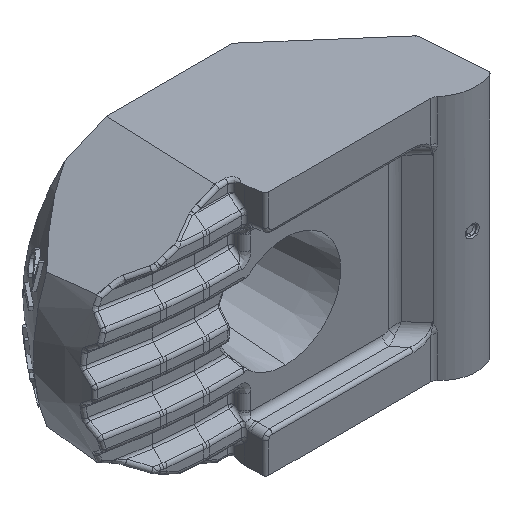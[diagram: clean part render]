
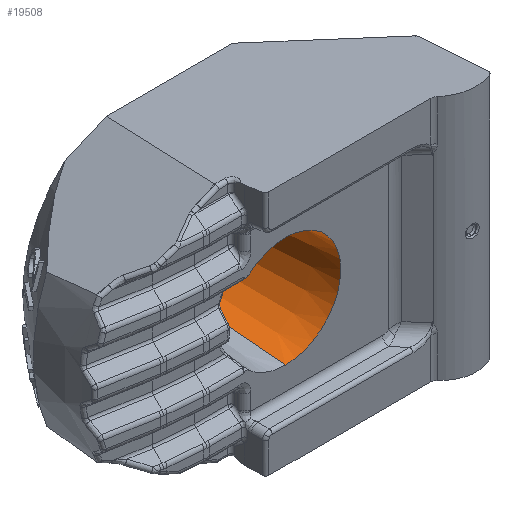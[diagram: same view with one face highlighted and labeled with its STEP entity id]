
A CAD part, isometric view. The second image highlights one B-rep face of the part: STEP entity #19508.
In plain terms, the highlighted conical face has half-angle 5 degrees and reference radius 7 mm.
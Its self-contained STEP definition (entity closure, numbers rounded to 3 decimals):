
#17194 = CARTESIAN_POINT ( 'NONE',  ( 0., -5., -7. ) ) ;
#17195 = CARTESIAN_POINT ( 'NONE',  ( 0., -5., 7. ) ) ;
#17228 = DIRECTION ( 'NONE',  ( 0., 0., 1. ) ) ;
#17229 = DIRECTION ( 'NONE',  ( 0., -1., 0. ) ) ;
#17230 = CARTESIAN_POINT ( 'NONE',  ( 0., -21., 0. ) ) ;
#17231 = AXIS2_PLACEMENT_3D ( 'NONE', #17230, #17229, #17228 ) ;
#17232 = CIRCLE ( 'NONE', #17231, 8.4 ) ;
#17233 = DIRECTION ( 'NONE',  ( 0., -0.996, -0.087 ) ) ;
#17234 = VECTOR ( 'NONE', #17233, 1000. ) ;
#17235 = CARTESIAN_POINT ( 'NONE',  ( 0., -5., -7. ) ) ;
#17236 = LINE ( 'NONE', #17235, #17234 ) ;
#17243 = CARTESIAN_POINT ( 'NONE',  ( 0., -21., -8.4 ) ) ;
#17254 = DIRECTION ( 'NONE',  ( 0., 0., 1. ) ) ;
#17255 = DIRECTION ( 'NONE',  ( 0., 1., 0. ) ) ;
#17256 = CARTESIAN_POINT ( 'NONE',  ( 0., -5., 0. ) ) ;
#17257 = AXIS2_PLACEMENT_3D ( 'NONE', #17256, #17255, #17254 ) ;
#17258 = DIRECTION ( 'NONE',  ( 0., 0., 1. ) ) ;
#17259 = DIRECTION ( 'NONE',  ( 0., -1., 0. ) ) ;
#17260 = CARTESIAN_POINT ( 'NONE',  ( 0., -5., 0. ) ) ;
#17261 = AXIS2_PLACEMENT_3D ( 'NONE', #17260, #17259, #17258 ) ;
#17262 = CIRCLE ( 'NONE', #17257, 7. ) ;
#17263 = CONICAL_SURFACE ( 'NONE', #17261, 7., 0.087 ) ;
#17264 = FACE_OUTER_BOUND ( 'NONE', #19511, .T. ) ;
#17477 = CARTESIAN_POINT ( 'NONE',  ( 0., -21., 8.4 ) ) ;
#17479 = DIRECTION ( 'NONE',  ( 0., -0.996, 0.087 ) ) ;
#17480 = VECTOR ( 'NONE', #17479, 1000. ) ;
#17481 = CARTESIAN_POINT ( 'NONE',  ( 0., -5., 7. ) ) ;
#17482 = LINE ( 'NONE', #17481, #17480 ) ;
#19488 = VERTEX_POINT ( 'NONE', #17195 ) ;
#19489 = VERTEX_POINT ( 'NONE', #17194 ) ;
#19493 = VERTEX_POINT ( 'NONE', #17243 ) ;
#19494 = ORIENTED_EDGE ( 'NONE', *, *, #19498, .T. ) ;
#19496 = EDGE_CURVE ( 'NONE', #19489, #19493, #17236, .T. ) ;
#19498 = EDGE_CURVE ( 'NONE', #19493, #19607, #17232, .T. ) ;
#19501 = ORIENTED_EDGE ( 'NONE', *, *, #19496, .T. ) ;
#19508 = ADVANCED_FACE ( 'NONE', ( #17264 ), #17263, .F. ) ;
#19509 = EDGE_CURVE ( 'NONE', #19488, #19489, #17262, .T. ) ;
#19510 = ORIENTED_EDGE ( 'NONE', *, *, #19509, .T. ) ;
#19511 = EDGE_LOOP ( 'NONE', ( #19510, #19501, #19494, #19608 ) ) ;
#19604 = EDGE_CURVE ( 'NONE', #19488, #19607, #17482, .T. ) ;
#19607 = VERTEX_POINT ( 'NONE', #17477 ) ;
#19608 = ORIENTED_EDGE ( 'NONE', *, *, #19604, .F. ) ;
